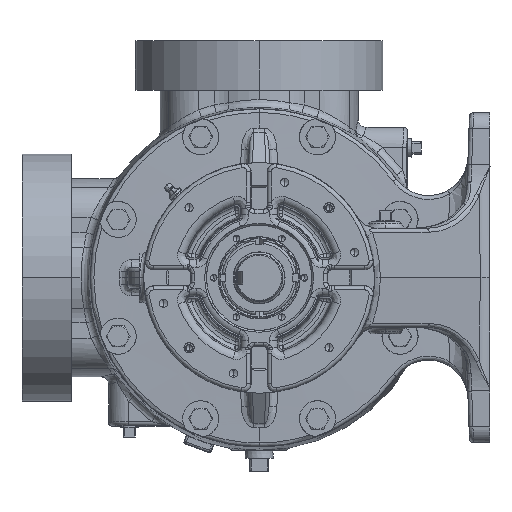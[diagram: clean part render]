
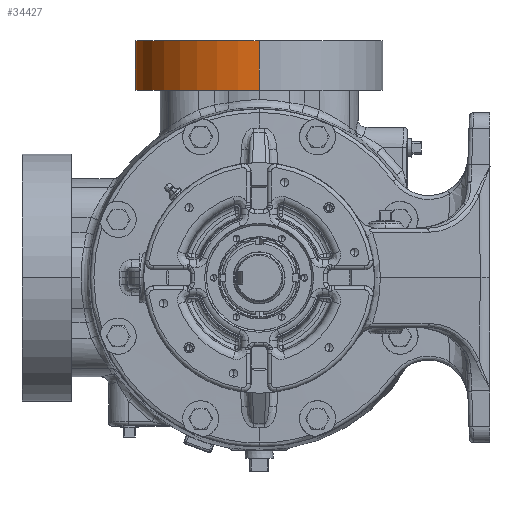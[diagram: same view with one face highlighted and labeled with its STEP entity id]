
A CAD part, left-side view. The second image highlights one B-rep face of the part: STEP entity #34427.
In plain terms, the highlighted cylindrical face has radius 95.25 mm (diameter 190.5 mm), a partial arc.
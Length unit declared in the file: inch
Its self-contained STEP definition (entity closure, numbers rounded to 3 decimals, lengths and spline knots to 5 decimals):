
#6908 = DIRECTION ( 'NONE',  ( -1., 0., 0. ) ) ;
#9975 = VERTEX_POINT ( 'NONE', #21512 ) ;
#21278 = ORIENTED_EDGE ( 'NONE', *, *, #66417, .T. ) ;
#21512 = CARTESIAN_POINT ( 'NONE',  ( 7.095, 0., 7.1875 ) ) ;
#21866 = CIRCLE ( 'NONE', #51484, 3.75 ) ;
#22377 = EDGE_CURVE ( 'NONE', #41122, #185795, #159318, .T. ) ;
#34427 = ADVANCED_FACE ( 'Defeatured_0_173', ( #100900 ), #198354, .T. ) ;
#39794 = AXIS2_PLACEMENT_3D ( 'NONE', #116333, #163525, #88544 ) ;
#41122 = VERTEX_POINT ( 'NONE', #101581 ) ;
#44580 = AXIS2_PLACEMENT_3D ( 'NONE', #70466, #56083, #6908 ) ;
#51484 = AXIS2_PLACEMENT_3D ( 'NONE', #102885, #103881, #166479 ) ;
#56019 = EDGE_CURVE ( 'NONE', #9975, #185795, #191193, .T. ) ;
#56083 = DIRECTION ( 'NONE',  ( 0., 0., -1. ) ) ;
#66417 = EDGE_CURVE ( 'NONE', #113655, #9975, #21866, .T. ) ;
#67641 = VECTOR ( 'NONE', #99788, 39.37008 ) ;
#70466 = CARTESIAN_POINT ( 'NONE',  ( 3.345, 0., 5.6875 ) ) ;
#81813 = EDGE_CURVE ( 'NONE', #113655, #41122, #129171, .T. ) ;
#82185 = CARTESIAN_POINT ( 'NONE',  ( 7.095, 0., 5.6875 ) ) ;
#88544 = DIRECTION ( 'NONE',  ( -1., 0., 0. ) ) ;
#88635 = CARTESIAN_POINT ( 'NONE',  ( -0.405, 0., 7.1875 ) ) ;
#99788 = DIRECTION ( 'NONE',  ( 0., 0., -1. ) ) ;
#100900 = FACE_OUTER_BOUND ( 'NONE', #117934, .T. ) ;
#101581 = CARTESIAN_POINT ( 'NONE',  ( -0.405, 0., 5.6875 ) ) ;
#102885 = CARTESIAN_POINT ( 'NONE',  ( 3.345, 0., 7.1875 ) ) ;
#103881 = DIRECTION ( 'NONE',  ( 0., 0., -1. ) ) ;
#113655 = VERTEX_POINT ( 'NONE', #88635 ) ;
#113758 = CARTESIAN_POINT ( 'NONE',  ( -0.405, 0., 4.98196 ) ) ;
#116333 = CARTESIAN_POINT ( 'NONE',  ( 3.345, 0., 4.98196 ) ) ;
#117934 = EDGE_LOOP ( 'NONE', ( #21278, #170478, #127936, #132382 ) ) ;
#123664 = VECTOR ( 'NONE', #176393, 39.37008 ) ;
#127936 = ORIENTED_EDGE ( 'NONE', *, *, #22377, .F. ) ;
#129171 = LINE ( 'NONE', #113758, #123664 ) ;
#132382 = ORIENTED_EDGE ( 'NONE', *, *, #81813, .F. ) ;
#159318 = CIRCLE ( 'NONE', #44580, 3.75 ) ;
#163525 = DIRECTION ( 'NONE',  ( 0., 0., -1. ) ) ;
#166479 = DIRECTION ( 'NONE',  ( -1., 0., 0. ) ) ;
#170478 = ORIENTED_EDGE ( 'NONE', *, *, #56019, .T. ) ;
#174799 = CARTESIAN_POINT ( 'NONE',  ( 7.095, 0., 4.98196 ) ) ;
#176393 = DIRECTION ( 'NONE',  ( 0., 0., -1. ) ) ;
#185795 = VERTEX_POINT ( 'NONE', #82185 ) ;
#191193 = LINE ( 'NONE', #174799, #67641 ) ;
#198354 = CYLINDRICAL_SURFACE ( 'NONE', #39794, 3.75 ) ;
